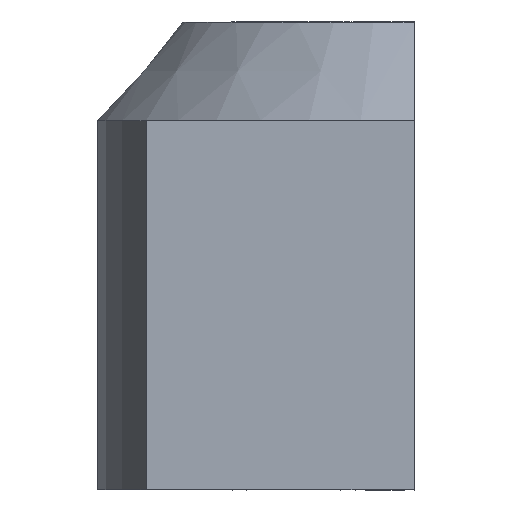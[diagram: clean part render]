
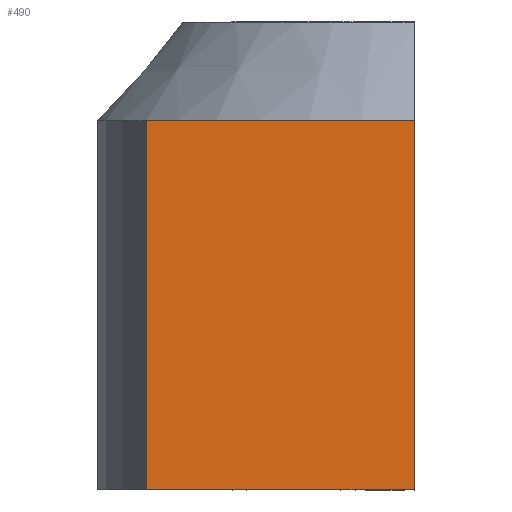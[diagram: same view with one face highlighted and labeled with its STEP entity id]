
A CAD part, left-side view. The second image highlights one B-rep face of the part: STEP entity #490.
In plain terms, the highlighted planar face has unit normal (-1, 0, 0).
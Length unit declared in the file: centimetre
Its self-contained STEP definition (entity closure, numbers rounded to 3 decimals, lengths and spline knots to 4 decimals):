
#111=PLANE('',#523);
#127=VECTOR('',#565,1.);
#140=VECTOR('',#592,1.);
#144=VECTOR('',#601,1.);
#145=VECTOR('',#602,1.);
#163=LINE('',#671,#127);
#176=LINE('',#712,#140);
#180=LINE('',#725,#144);
#181=LINE('',#727,#145);
#202=VERTEX_POINT('',#670);
#203=VERTEX_POINT('',#672);
#218=VERTEX_POINT('',#710);
#223=VERTEX_POINT('',#726);
#261=EDGE_CURVE('',#203,#202,#163,.T.);
#281=EDGE_CURVE('',#202,#218,#176,.T.);
#287=EDGE_CURVE('',#218,#223,#180,.T.);
#288=EDGE_CURVE('',#223,#203,#181,.T.);
#356=ORIENTED_EDGE('',*,*,#281,.T.);
#357=ORIENTED_EDGE('',*,*,#287,.T.);
#358=ORIENTED_EDGE('',*,*,#288,.T.);
#359=ORIENTED_EDGE('',*,*,#261,.T.);
#434=EDGE_LOOP('',(#356,#357,#358,#359));
#463=FACE_BOUND('',#434,.T.);
#490=ADVANCED_FACE('',(#463),#111,.T.);
#523=AXIS2_PLACEMENT_3D('',#724,#600,$);
#565=DIRECTION('',(0.,-1.,0.));
#592=DIRECTION('',(0.,0.,1.));
#600=DIRECTION('',(-1.,0.,0.));
#601=DIRECTION('',(0.,1.,0.));
#602=DIRECTION('',(0.,0.,-1.));
#670=CARTESIAN_POINT('',(-1.15,0.03,-0.75));
#671=CARTESIAN_POINT('',(-1.15,-0.574,-0.75));
#672=CARTESIAN_POINT('',(-1.15,0.574,-0.75));
#710=CARTESIAN_POINT('',(-1.15,0.03,0.));
#712=CARTESIAN_POINT('',(-1.15,0.03,1.2497));
#724=CARTESIAN_POINT('',(-1.15,0.,0.));
#725=CARTESIAN_POINT('',(-1.15,-0.574,0.));
#726=CARTESIAN_POINT('',(-1.15,0.574,0.));
#727=CARTESIAN_POINT('',(-1.15,0.574,0.));
